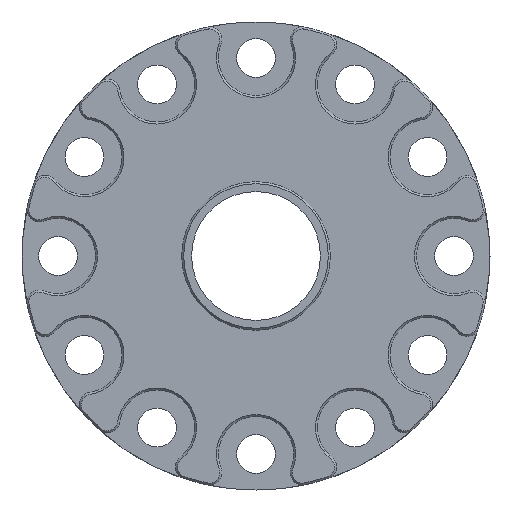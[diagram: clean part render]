
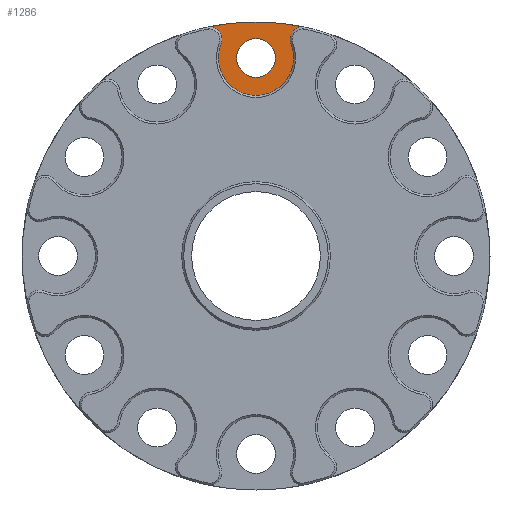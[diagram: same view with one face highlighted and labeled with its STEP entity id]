
A CAD part, front view. The second image highlights one B-rep face of the part: STEP entity #1286.
In plain terms, the highlighted planar face has unit normal (0, -1, 0).
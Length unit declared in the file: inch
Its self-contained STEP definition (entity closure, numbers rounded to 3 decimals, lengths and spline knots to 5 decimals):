
#55 = ORIENTED_EDGE ( 'NONE', *, *, #2343, .T. ) ;
#362 = FACE_OUTER_BOUND ( 'NONE', #10023, .T. ) ;
#693 = DIRECTION ( 'NONE',  ( 0., -1., 0. ) ) ;
#761 = AXIS2_PLACEMENT_3D ( 'NONE', #2705, #693, #11572 ) ;
#827 = DIRECTION ( 'NONE',  ( 0., -1., 0. ) ) ;
#1029 = CIRCLE ( 'NONE', #4459, 0.098 ) ;
#1046 = CARTESIAN_POINT ( 'NONE',  ( 0., 0.125, 1. ) ) ;
#1051 = CARTESIAN_POINT ( 'NONE',  ( 0., 0.125, 1. ) ) ;
#1109 = CARTESIAN_POINT ( 'NONE',  ( 0.23445, 0.125, 1.09376 ) ) ;
#1286 = ADVANCED_FACE ( 'NONE', ( #6944, #362 ), #8019, .T. ) ;
#1474 = CARTESIAN_POINT ( 'NONE',  ( -0.24755, 0.125, 1.15487 ) ) ;
#1499 = DIRECTION ( 'NONE',  ( 0., -1., 0. ) ) ;
#1508 = ORIENTED_EDGE ( 'NONE', *, *, #8054, .T. ) ;
#1829 = EDGE_LOOP ( 'NONE', ( #10800, #2060 ) ) ;
#1901 = ORIENTED_EDGE ( 'NONE', *, *, #9673, .T. ) ;
#1917 = DIRECTION ( 'NONE',  ( 0., 0., -1. ) ) ;
#1969 = VERTEX_POINT ( 'NONE', #10442 ) ;
#2060 = ORIENTED_EDGE ( 'NONE', *, *, #4584, .T. ) ;
#2204 = ORIENTED_EDGE ( 'NONE', *, *, #9763, .T. ) ;
#2343 = EDGE_CURVE ( 'NONE', #11026, #9709, #6481, .T. ) ;
#2705 = CARTESIAN_POINT ( 'NONE',  ( 0., 0.125, 0. ) ) ;
#2784 = ORIENTED_EDGE ( 'NONE', *, *, #13951, .T. ) ;
#2955 = CARTESIAN_POINT ( 'NONE',  ( 0., 0.125, 1. ) ) ;
#3198 = DIRECTION ( 'NONE',  ( 1., 0., 0. ) ) ;
#3238 = DIRECTION ( 'NONE',  ( 0., 1., 0. ) ) ;
#3407 = DIRECTION ( 'NONE',  ( 1., 0., 0. ) ) ;
#3476 = DIRECTION ( 'NONE',  ( 1., 0., 0. ) ) ;
#3645 = AXIS2_PLACEMENT_3D ( 'NONE', #7351, #11713, #1917 ) ;
#3780 = CARTESIAN_POINT ( 'NONE',  ( 0.17642, 0.125, 1.07055 ) ) ;
#4116 = EDGE_CURVE ( 'NONE', #12362, #7802, #11052, .T. ) ;
#4143 = VERTEX_POINT ( 'NONE', #6343 ) ;
#4332 = CIRCLE ( 'NONE', #13494, 1.1811 ) ;
#4337 = DIRECTION ( 'NONE',  ( 0., 1., 0. ) ) ;
#4459 = AXIS2_PLACEMENT_3D ( 'NONE', #2955, #3238, #14055 ) ;
#4584 = EDGE_CURVE ( 'NONE', #1969, #12334, #1029, .T. ) ;
#4893 = VERTEX_POINT ( 'NONE', #7095 ) ;
#4949 = CIRCLE ( 'NONE', #13859, 0.098 ) ;
#5070 = CIRCLE ( 'NONE', #11233, 0.0625 ) ;
#5103 = ORIENTED_EDGE ( 'NONE', *, *, #6509, .T. ) ;
#5597 = EDGE_CURVE ( 'NONE', #12334, #1969, #4949, .T. ) ;
#5696 = CARTESIAN_POINT ( 'NONE',  ( 0., 0.125, 1.1811 ) ) ;
#5704 = CIRCLE ( 'NONE', #6163, 0.19 ) ;
#5826 = EDGE_CURVE ( 'NONE', #9709, #9940, #4332, .T. ) ;
#6086 = CARTESIAN_POINT ( 'NONE',  ( -0.19, 0.125, 1. ) ) ;
#6163 = AXIS2_PLACEMENT_3D ( 'NONE', #1046, #12280, #9768 ) ;
#6343 = CARTESIAN_POINT ( 'NONE',  ( 0.19, 0.125, 1. ) ) ;
#6481 = CIRCLE ( 'NONE', #761, 1.1811 ) ;
#6509 = EDGE_CURVE ( 'NONE', #4893, #11026, #9839, .T. ) ;
#6566 = CARTESIAN_POINT ( 'NONE',  ( 0.24755, 0.125, 1.15487 ) ) ;
#6944 = FACE_BOUND ( 'NONE', #1829, .T. ) ;
#7081 = CIRCLE ( 'NONE', #3645, 0.0625 ) ;
#7095 = CARTESIAN_POINT ( 'NONE',  ( 0.23445, 0.125, 1.15626 ) ) ;
#7348 = CARTESIAN_POINT ( 'NONE',  ( -0.17642, 0.125, 1.07055 ) ) ;
#7351 = CARTESIAN_POINT ( 'NONE',  ( 0.23445, 0.125, 1.09376 ) ) ;
#7802 = VERTEX_POINT ( 'NONE', #6086 ) ;
#7919 = CARTESIAN_POINT ( 'NONE',  ( 0., 0.125, 1. ) ) ;
#8019 = PLANE ( 'NONE',  #13588 ) ;
#8054 = EDGE_CURVE ( 'NONE', #4143, #10777, #13877, .T. ) ;
#8547 = AXIS2_PLACEMENT_3D ( 'NONE', #9760, #827, #11774 ) ;
#8564 = DIRECTION ( 'NONE',  ( 0., 0., -1. ) ) ;
#8566 = CARTESIAN_POINT ( 'NONE',  ( -0.098, 0.125, 1. ) ) ;
#9130 = ORIENTED_EDGE ( 'NONE', *, *, #5826, .T. ) ;
#9248 = DIRECTION ( 'NONE',  ( 0., 1., 0. ) ) ;
#9372 = ORIENTED_EDGE ( 'NONE', *, *, #4116, .T. ) ;
#9673 = EDGE_CURVE ( 'NONE', #10777, #4893, #7081, .T. ) ;
#9709 = VERTEX_POINT ( 'NONE', #5696 ) ;
#9760 = CARTESIAN_POINT ( 'NONE',  ( 0., 0.125, 1. ) ) ;
#9763 = EDGE_CURVE ( 'NONE', #7802, #4143, #5704, .T. ) ;
#9768 = DIRECTION ( 'NONE',  ( 1., 0., 0. ) ) ;
#9810 = DIRECTION ( 'NONE',  ( 0., -1., 0. ) ) ;
#9839 = CIRCLE ( 'NONE', #13022, 0.0625 ) ;
#9940 = VERTEX_POINT ( 'NONE', #1474 ) ;
#9988 = AXIS2_PLACEMENT_3D ( 'NONE', #7919, #13291, #3476 ) ;
#10023 = EDGE_LOOP ( 'NONE', ( #55, #9130, #2784, #9372, #2204, #1508, #1901, #5103 ) ) ;
#10244 = DIRECTION ( 'NONE',  ( 0., 0., -1. ) ) ;
#10442 = CARTESIAN_POINT ( 'NONE',  ( 0.098, 0.125, 1. ) ) ;
#10631 = DIRECTION ( 'NONE',  ( 0., 1., 0. ) ) ;
#10777 = VERTEX_POINT ( 'NONE', #3780 ) ;
#10800 = ORIENTED_EDGE ( 'NONE', *, *, #5597, .T. ) ;
#11026 = VERTEX_POINT ( 'NONE', #6566 ) ;
#11052 = CIRCLE ( 'NONE', #8547, 0.19 ) ;
#11233 = AXIS2_PLACEMENT_3D ( 'NONE', #13553, #9248, #10244 ) ;
#11488 = DIRECTION ( 'NONE',  ( 1., 0., 0. ) ) ;
#11572 = DIRECTION ( 'NONE',  ( 1., 0., 0. ) ) ;
#11713 = DIRECTION ( 'NONE',  ( 0., 1., 0. ) ) ;
#11774 = DIRECTION ( 'NONE',  ( 1., 0., 0. ) ) ;
#11820 = CARTESIAN_POINT ( 'NONE',  ( 0., 0.125, 0. ) ) ;
#12280 = DIRECTION ( 'NONE',  ( 0., -1., 0. ) ) ;
#12334 = VERTEX_POINT ( 'NONE', #8566 ) ;
#12362 = VERTEX_POINT ( 'NONE', #7348 ) ;
#12381 = CARTESIAN_POINT ( 'NONE',  ( 0., 0.125, 1. ) ) ;
#13022 = AXIS2_PLACEMENT_3D ( 'NONE', #1109, #10631, #8564 ) ;
#13291 = DIRECTION ( 'NONE',  ( 0., -1., 0. ) ) ;
#13494 = AXIS2_PLACEMENT_3D ( 'NONE', #11820, #9810, #11488 ) ;
#13553 = CARTESIAN_POINT ( 'NONE',  ( -0.23445, 0.125, 1.09376 ) ) ;
#13588 = AXIS2_PLACEMENT_3D ( 'NONE', #12381, #1499, #3407 ) ;
#13859 = AXIS2_PLACEMENT_3D ( 'NONE', #1051, #4337, #3198 ) ;
#13877 = CIRCLE ( 'NONE', #9988, 0.19 ) ;
#13951 = EDGE_CURVE ( 'NONE', #9940, #12362, #5070, .T. ) ;
#14055 = DIRECTION ( 'NONE',  ( 1., 0., 0. ) ) ;
